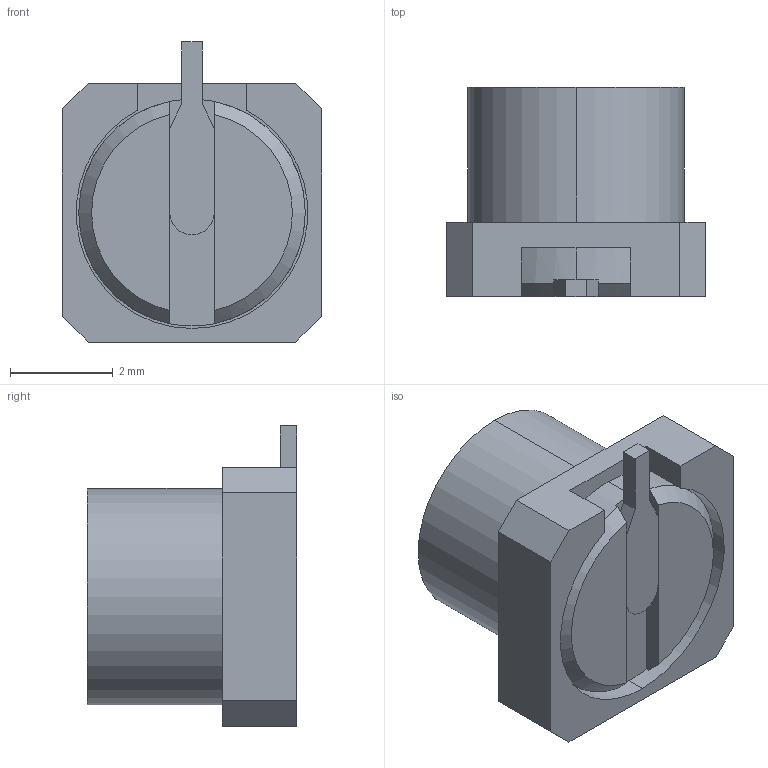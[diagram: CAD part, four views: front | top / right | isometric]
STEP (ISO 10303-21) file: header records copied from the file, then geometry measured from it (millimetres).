
FILE_DESCRIPTION(('FreeCAD Model'),'2;1');
FILE_NAME('Open CASCADE Shape Model','2023-02-16T12:18:59',('Author'),( ''),'Open CASCADE STEP processor 7.6','FreeCAD','Unknown');
FILE_SCHEMA(('AUTOMOTIVE_DESIGN { 1 0 10303 214 1 1 1 1 }'));
Length unit declared in the file: millimetre
Products named in the file (1): CONSMP001-SMD-G-T
Bounding box: 5.03 x 4.06 x 5.83 mm (x, y, z)
Volume: 58.2 mm3; surface area: 198.9 mm2
Topology: 4 solids, 4 shells, 75 faces, 168 edges, 106 vertices
Faces by surface type: plane 35, cylinder 20, cone 14, torus 6
Entity records: 4985 total; most frequent: CARTESIAN_POINT 890, DIRECTION 700, LINE 378, VECTOR 378, ORIENTED_EDGE 336, PCURVE 336, DEFINITIONAL_REPRESENTATION 336, EDGE_CURVE 168
